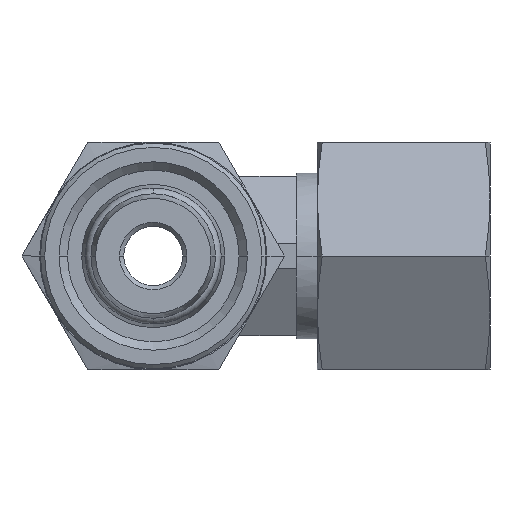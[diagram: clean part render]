
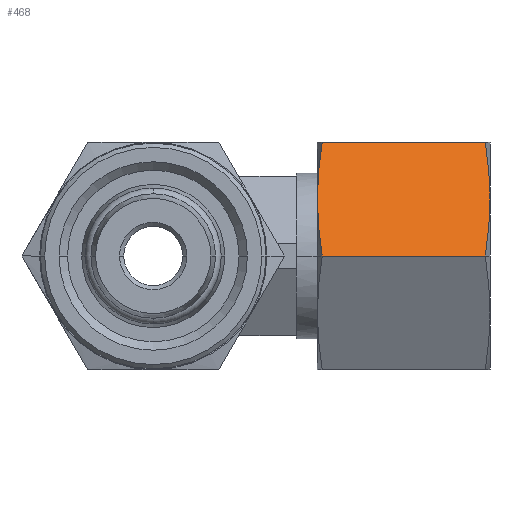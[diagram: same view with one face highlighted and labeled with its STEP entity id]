
A CAD part, front view. The second image highlights one B-rep face of the part: STEP entity #468.
In plain terms, the highlighted planar face has unit normal (0, -0.866, 0.5).
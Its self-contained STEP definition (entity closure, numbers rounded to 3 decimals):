
#468 = ADVANCED_FACE( '', ( #960 ), #961, .F. );
#960 = FACE_OUTER_BOUND( '', #1534, .T. );
#961 = PLANE( '', #1535 );
#1534 = EDGE_LOOP( '', ( #3188, #3189, #3190, #3191, #3192, #3193 ) );
#1535 = AXIS2_PLACEMENT_3D( '', #3194, #3195, #3196 );
#3188 = ORIENTED_EDGE( '', *, *, #4205, .F. );
#3189 = ORIENTED_EDGE( '', *, *, #4206, .F. );
#3190 = ORIENTED_EDGE( '', *, *, #4207, .F. );
#3191 = ORIENTED_EDGE( '', *, *, #4208, .F. );
#3192 = ORIENTED_EDGE( '', *, *, #4209, .T. );
#3193 = ORIENTED_EDGE( '', *, *, #4210, .F. );
#3194 = CARTESIAN_POINT( '', ( 40., -15.588, 0. ) );
#3195 = DIRECTION( '', ( 0., 0.866, -0.5 ) );
#3196 = DIRECTION( '', ( 0., -0.5, -0.866 ) );
#4205 = EDGE_CURVE( '', #5095, #5100, #5101, .T. );
#4206 = EDGE_CURVE( '', #5082, #5095, #5102, .T. );
#4207 = EDGE_CURVE( '', #5103, #5082, #5104, .T. );
#4208 = EDGE_CURVE( '', #5105, #5103, #5106, .T. );
#4209 = EDGE_CURVE( '', #5105, #5107, #5108, .T. );
#4210 = EDGE_CURVE( '', #5100, #5107, #5109, .T. );
#5082 = VERTEX_POINT( '', #6546 );
#5095 = VERTEX_POINT( '', #6579 );
#5100 = VERTEX_POINT( '', #6594 );
#5101 = ( B_SPLINE_CURVE( 2, ( #6596, #6597, #6598 ), .UNSPECIFIED., .F., .F. )B_SPLINE_CURVE_WITH_KNOTS( ( 3, 3 ), ( 6.513, 15.221 ), .UNSPECIFIED. )RATIONAL_B_SPLINE_CURVE( ( 1.058, 1.068, 1. ) )BOUNDED_CURVE(  )REPRESENTATION_ITEM( '' )GEOMETRIC_REPRESENTATION_ITEM(  )CURVE(  ) );
#5102 = LINE( '', #6605, #6606 );
#5103 = VERTEX_POINT( '', #6607 );
#5104 = ( B_SPLINE_CURVE( 2, ( #6609, #6610, #6611 ), .UNSPECIFIED., .F., .F. )B_SPLINE_CURVE_WITH_KNOTS( ( 3, 3 ), ( 15.221, 23.928 ), .UNSPECIFIED. )RATIONAL_B_SPLINE_CURVE( ( 1., 1.068, 1.058 ) )BOUNDED_CURVE(  )REPRESENTATION_ITEM( '' )GEOMETRIC_REPRESENTATION_ITEM(  )CURVE(  ) );
#5105 = VERTEX_POINT( '', #6618 );
#5106 = ( B_SPLINE_CURVE( 2, ( #6620, #6621, #6622 ), .UNSPECIFIED., .F., .F. )B_SPLINE_CURVE_WITH_KNOTS( ( 3, 3 ), ( 6.513, 15.221 ), .UNSPECIFIED. )RATIONAL_B_SPLINE_CURVE( ( 1.058, 1.068, 1. ) )BOUNDED_CURVE(  )REPRESENTATION_ITEM( '' )GEOMETRIC_REPRESENTATION_ITEM(  )CURVE(  ) );
#5107 = VERTEX_POINT( '', #6629 );
#5108 = LINE( '', #6630, #6631 );
#5109 = ( B_SPLINE_CURVE( 2, ( #6633, #6634, #6635 ), .UNSPECIFIED., .F., .F. )B_SPLINE_CURVE_WITH_KNOTS( ( 3, 3 ), ( 15.221, 23.928 ), .UNSPECIFIED. )RATIONAL_B_SPLINE_CURVE( ( 1., 1.068, 1.058 ) )BOUNDED_CURVE(  )REPRESENTATION_ITEM( '' )GEOMETRIC_REPRESENTATION_ITEM(  )CURVE(  ) );
#6546 = CARTESIAN_POINT( '', ( 39.44, -15.588, 0. ) );
#6579 = CARTESIAN_POINT( '', ( 20.06, -15.588, 0. ) );
#6594 = CARTESIAN_POINT( '', ( 19.5, -11.691, 6.75 ) );
#6596 = CARTESIAN_POINT( '', ( 20.06, -15.588, 0. ) );
#6597 = CARTESIAN_POINT( '', ( 19.5, -13.5, 3.617 ) );
#6598 = CARTESIAN_POINT( '', ( 19.5, -11.691, 6.75 ) );
#6605 = CARTESIAN_POINT( '', ( 40., -15.588, 0. ) );
#6606 = VECTOR( '', #8017, 1. );
#6607 = CARTESIAN_POINT( '', ( 40., -11.691, 6.75 ) );
#6609 = CARTESIAN_POINT( '', ( 40., -11.691, 6.75 ) );
#6610 = CARTESIAN_POINT( '', ( 40., -13.5, 3.617 ) );
#6611 = CARTESIAN_POINT( '', ( 39.44, -15.588, 0. ) );
#6618 = CARTESIAN_POINT( '', ( 39.44, -7.794, 13.5 ) );
#6620 = CARTESIAN_POINT( '', ( 39.44, -7.794, 13.5 ) );
#6621 = CARTESIAN_POINT( '', ( 40., -9.883, 9.883 ) );
#6622 = CARTESIAN_POINT( '', ( 40., -11.691, 6.75 ) );
#6629 = CARTESIAN_POINT( '', ( 20.06, -7.794, 13.5 ) );
#6630 = CARTESIAN_POINT( '', ( 40., -7.794, 13.5 ) );
#6631 = VECTOR( '', #8018, 1. );
#6633 = CARTESIAN_POINT( '', ( 19.5, -11.691, 6.75 ) );
#6634 = CARTESIAN_POINT( '', ( 19.5, -9.883, 9.883 ) );
#6635 = CARTESIAN_POINT( '', ( 20.06, -7.794, 13.5 ) );
#8017 = DIRECTION( '', ( -1., 0., 0. ) );
#8018 = DIRECTION( '', ( -1., 0., 0. ) );
